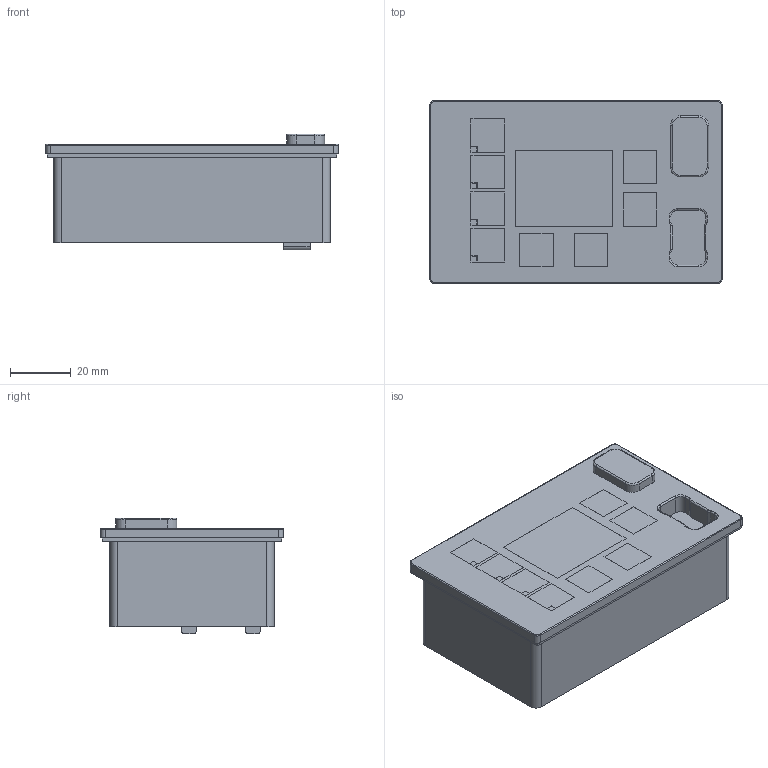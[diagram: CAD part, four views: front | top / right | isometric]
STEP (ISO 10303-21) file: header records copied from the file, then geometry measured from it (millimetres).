
FILE_DESCRIPTION(('STEP AP214'),'1');
FILE_NAME('cctmp_DAD64854-CFB0-47B3-BAFE-CCB8A5205ECC_2023_07_21_14_56_28_0421..stp','2023-07-21T12:56:29',('SIEMENS A&D'),('CADClick - www.CADClick.com'),'Spatial InterOp 3D postprocessed',' ','unknown authorization');
FILE_SCHEMA(('AUTOMOTIVE_DESIGN'));
Length unit declared in the file: millimetre
Products named in the file (1): 2023_07_21_14_56_28_0421
Bounding box: 96 x 60 x 38 mm (x, y, z)
Volume: 160995.6 mm3; surface area: 22338 mm2
Topology: 1 solids, 2 shells, 230 faces, 556 edges, 360 vertices
Faces by surface type: plane 178, cylinder 40, torus 12
Entity records: 7343 total; most frequent: CARTESIAN_POINT 1171, ORIENTED_EDGE 1112, DIRECTION 1086, EDGE_CURVE 556, LINE 472, VECTOR 472, VERTEX_POINT 360, AXIS2_PLACEMENT_3D 307
